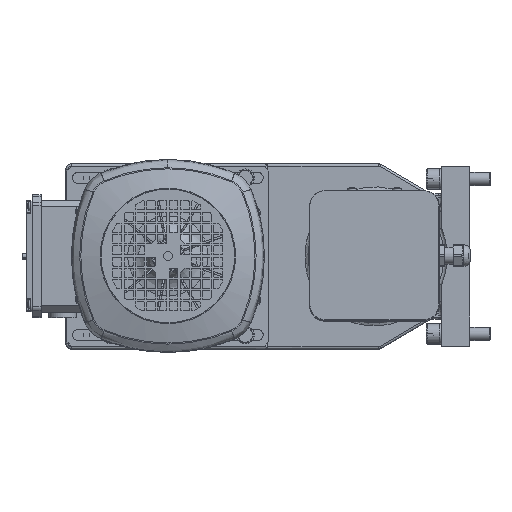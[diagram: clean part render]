
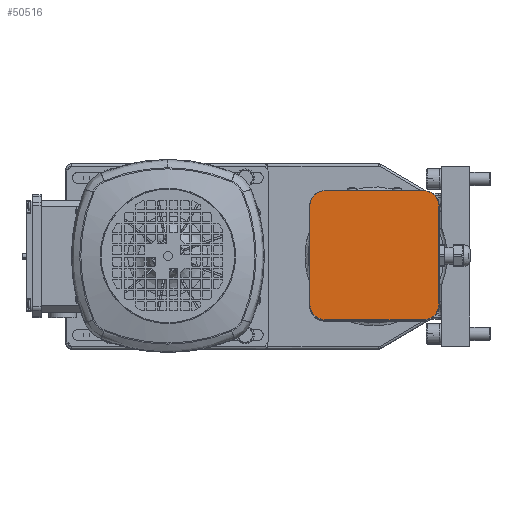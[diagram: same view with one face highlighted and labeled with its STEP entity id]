
A CAD part, top view. The second image highlights one B-rep face of the part: STEP entity #50516.
In plain terms, the highlighted planar face has unit normal (0, 0, 1).
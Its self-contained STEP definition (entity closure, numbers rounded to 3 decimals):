
#1474=LINE('',#69924,#5479);
#1475=LINE('',#69928,#5480);
#1476=LINE('',#69932,#5481);
#1477=LINE('',#69936,#5482);
#5479=VECTOR('',#57396,1000.);
#5480=VECTOR('',#57399,1000.);
#5481=VECTOR('',#57402,1000.);
#5482=VECTOR('',#57405,1000.);
#9214=PLANE('',#52621);
#11220=ORIENTED_EDGE('',*,*,#21690,.F.);
#11221=ORIENTED_EDGE('',*,*,#21691,.F.);
#11222=ORIENTED_EDGE('',*,*,#21692,.F.);
#11223=ORIENTED_EDGE('',*,*,#21693,.F.);
#11224=ORIENTED_EDGE('',*,*,#21694,.F.);
#11225=ORIENTED_EDGE('',*,*,#21695,.F.);
#11226=ORIENTED_EDGE('',*,*,#21696,.F.);
#11227=ORIENTED_EDGE('',*,*,#21697,.F.);
#21690=EDGE_CURVE('',#28844,#28845,#34121,.T.);
#21691=EDGE_CURVE('',#28846,#28844,#1474,.T.);
#21692=EDGE_CURVE('',#28847,#28846,#34122,.T.);
#21693=EDGE_CURVE('',#28848,#28847,#1475,.T.);
#21694=EDGE_CURVE('',#28849,#28848,#34123,.T.);
#21695=EDGE_CURVE('',#28850,#28849,#1476,.T.);
#21696=EDGE_CURVE('',#28851,#28850,#34124,.T.);
#21697=EDGE_CURVE('',#28845,#28851,#1477,.T.);
#28844=VERTEX_POINT('',#69922);
#28845=VERTEX_POINT('',#69923);
#28846=VERTEX_POINT('',#69925);
#28847=VERTEX_POINT('',#69927);
#28848=VERTEX_POINT('',#69929);
#28849=VERTEX_POINT('',#69931);
#28850=VERTEX_POINT('',#69933);
#28851=VERTEX_POINT('',#69935);
#34121=CIRCLE('',#52622,14.);
#34122=CIRCLE('',#52623,14.);
#34123=CIRCLE('',#52624,14.);
#34124=CIRCLE('',#52625,14.);
#36489=EDGE_LOOP('',(#11220,#11221,#11222,#11223,#11224,#11225,#11226,#11227));
#38782=FACE_BOUND('',#36489,.T.);
#50516=ADVANCED_FACE('',(#38782),#9214,.F.);
#52621=AXIS2_PLACEMENT_3D('',#69920,#57392,#57393);
#52622=AXIS2_PLACEMENT_3D('',#69921,#57394,#57395);
#52623=AXIS2_PLACEMENT_3D('',#69926,#57397,#57398);
#52624=AXIS2_PLACEMENT_3D('',#69930,#57400,#57401);
#52625=AXIS2_PLACEMENT_3D('',#69934,#57403,#57404);
#57392=DIRECTION('',(0.,0.,-1.));
#57393=DIRECTION('',(0.,1.,0.));
#57394=DIRECTION('',(0.,0.,-1.));
#57395=DIRECTION('',(0.,-1.,0.));
#57396=DIRECTION('',(0.,1.,0.));
#57397=DIRECTION('',(0.,0.,-1.));
#57398=DIRECTION('',(0.,-1.,0.));
#57399=DIRECTION('',(-1.,0.,0.));
#57400=DIRECTION('',(0.,0.,-1.));
#57401=DIRECTION('',(0.,1.,0.));
#57402=DIRECTION('',(0.,-1.,0.));
#57403=DIRECTION('',(0.,0.,-1.));
#57404=DIRECTION('',(0.,-1.,0.));
#57405=DIRECTION('',(1.,0.,0.));
#69920=CARTESIAN_POINT('',(-43.5,43.5,722.9));
#69921=CARTESIAN_POINT('',(-43.5,43.5,722.9));
#69922=CARTESIAN_POINT('',(-57.5,43.5,722.9));
#69923=CARTESIAN_POINT('',(-43.5,57.5,722.9));
#69924=CARTESIAN_POINT('',(-57.5,-43.5,722.9));
#69925=CARTESIAN_POINT('',(-57.5,-43.5,722.9));
#69926=CARTESIAN_POINT('',(-43.5,-43.5,722.9));
#69927=CARTESIAN_POINT('',(-43.5,-57.5,722.9));
#69928=CARTESIAN_POINT('',(43.5,-57.5,722.9));
#69929=CARTESIAN_POINT('',(43.5,-57.5,722.9));
#69930=CARTESIAN_POINT('',(43.5,-43.5,722.9));
#69931=CARTESIAN_POINT('',(57.5,-43.5,722.9));
#69932=CARTESIAN_POINT('',(57.5,43.5,722.9));
#69933=CARTESIAN_POINT('',(57.5,43.5,722.9));
#69934=CARTESIAN_POINT('',(43.5,43.5,722.9));
#69935=CARTESIAN_POINT('',(43.5,57.5,722.9));
#69936=CARTESIAN_POINT('',(-43.5,57.5,722.9));
